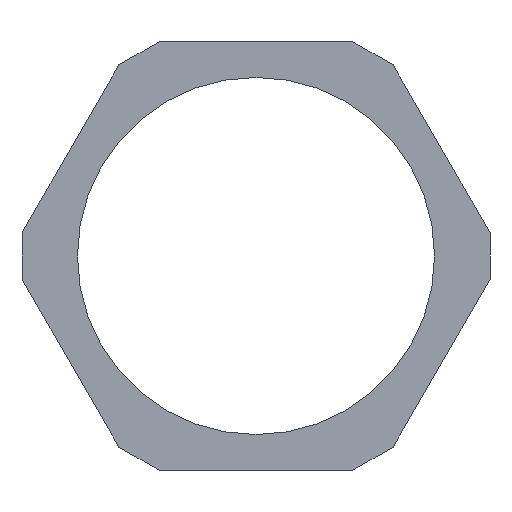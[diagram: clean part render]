
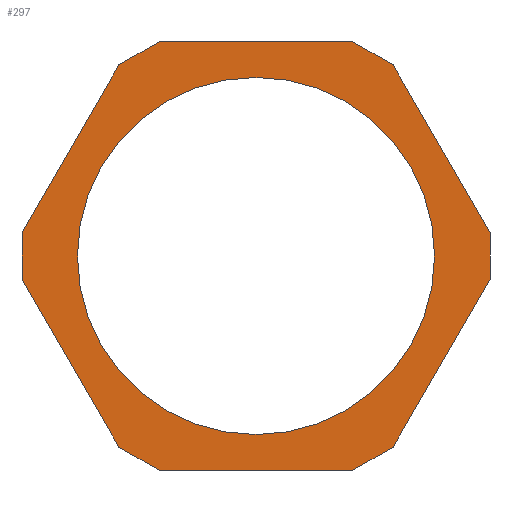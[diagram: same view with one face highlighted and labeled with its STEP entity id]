
A CAD part, front view. The second image highlights one B-rep face of the part: STEP entity #297.
In plain terms, the highlighted planar face has unit normal (0, -1, 0).
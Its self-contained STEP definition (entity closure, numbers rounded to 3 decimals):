
#15=FACE_BOUND('',#38,.T.);
#18=CIRCLE('',#315,10.);
#22=FACE_OUTER_BOUND('',#37,.T.);
#37=EDGE_LOOP('',(#197,#198,#199,#200,#201,#202,#203,#204,#205,#206,#207,
#208));
#38=EDGE_LOOP('',(#209));
#55=LINE('',#409,#91);
#57=LINE('',#413,#93);
#60=LINE('',#419,#96);
#61=LINE('',#421,#97);
#62=LINE('',#423,#98);
#63=LINE('',#425,#99);
#64=LINE('',#427,#100);
#65=LINE('',#429,#101);
#66=LINE('',#431,#102);
#67=LINE('',#433,#103);
#68=LINE('',#435,#104);
#69=LINE('',#436,#105);
#91=VECTOR('',#335,2.598);
#93=VECTOR('',#339,10.856);
#96=VECTOR('',#344,10.856);
#97=VECTOR('',#345,2.598);
#98=VECTOR('',#346,10.856);
#99=VECTOR('',#347,2.598);
#100=VECTOR('',#348,10.856);
#101=VECTOR('',#349,2.598);
#102=VECTOR('',#350,10.856);
#103=VECTOR('',#351,2.598);
#104=VECTOR('',#352,10.856);
#105=VECTOR('',#353,2.598);
#127=VERTEX_POINT('',#406);
#128=VERTEX_POINT('',#408);
#129=VERTEX_POINT('',#412);
#131=VERTEX_POINT('',#418);
#132=VERTEX_POINT('',#420);
#133=VERTEX_POINT('',#422);
#134=VERTEX_POINT('',#424);
#135=VERTEX_POINT('',#426);
#136=VERTEX_POINT('',#428);
#137=VERTEX_POINT('',#430);
#138=VERTEX_POINT('',#432);
#139=VERTEX_POINT('',#434);
#140=VERTEX_POINT('',#437);
#153=EDGE_CURVE('',#127,#128,#55,.T.);
#155=EDGE_CURVE('',#129,#128,#57,.T.);
#158=EDGE_CURVE('',#127,#131,#60,.T.);
#159=EDGE_CURVE('',#132,#131,#61,.T.);
#160=EDGE_CURVE('',#132,#133,#62,.T.);
#161=EDGE_CURVE('',#134,#133,#63,.T.);
#162=EDGE_CURVE('',#134,#135,#64,.T.);
#163=EDGE_CURVE('',#136,#135,#65,.T.);
#164=EDGE_CURVE('',#136,#137,#66,.T.);
#165=EDGE_CURVE('',#138,#137,#67,.T.);
#166=EDGE_CURVE('',#138,#139,#68,.T.);
#167=EDGE_CURVE('',#129,#139,#69,.T.);
#168=EDGE_CURVE('',#140,#140,#18,.T.);
#197=ORIENTED_EDGE('',*,*,#153,.F.);
#198=ORIENTED_EDGE('',*,*,#158,.T.);
#199=ORIENTED_EDGE('',*,*,#159,.F.);
#200=ORIENTED_EDGE('',*,*,#160,.T.);
#201=ORIENTED_EDGE('',*,*,#161,.F.);
#202=ORIENTED_EDGE('',*,*,#162,.T.);
#203=ORIENTED_EDGE('',*,*,#163,.F.);
#204=ORIENTED_EDGE('',*,*,#164,.T.);
#205=ORIENTED_EDGE('',*,*,#165,.F.);
#206=ORIENTED_EDGE('',*,*,#166,.T.);
#207=ORIENTED_EDGE('',*,*,#167,.F.);
#208=ORIENTED_EDGE('',*,*,#155,.T.);
#209=ORIENTED_EDGE('',*,*,#168,.T.);
#267=PLANE('',#314);
#297=ADVANCED_FACE('',(#22,#15),#267,.F.);
#314=AXIS2_PLACEMENT_3D('',#417,#342,#343);
#315=AXIS2_PLACEMENT_3D('',#438,#354,#355);
#335=DIRECTION('',(0.,0.,-1.));
#339=DIRECTION('',(0.5,0.,0.866));
#342=DIRECTION('center_axis',(0.,1.,0.));
#343=DIRECTION('ref_axis',(0.,0.,1.));
#344=DIRECTION('',(-0.5,0.,0.866));
#345=DIRECTION('',(0.866,0.,-0.5));
#346=DIRECTION('',(-1.,0.,0.));
#347=DIRECTION('',(0.866,0.,0.5));
#348=DIRECTION('',(-0.5,0.,-0.866));
#349=DIRECTION('',(0.,0.,1.));
#350=DIRECTION('',(0.5,0.,-0.866));
#351=DIRECTION('',(-0.866,0.,0.5));
#352=DIRECTION('',(1.,0.,0.));
#353=DIRECTION('',(-0.866,0.,-0.5));
#354=DIRECTION('center_axis',(0.,1.,0.));
#355=DIRECTION('ref_axis',(1.,0.,0.));
#406=CARTESIAN_POINT('',(13.106,0.,1.299));
#408=CARTESIAN_POINT('',(13.106,0.,-1.299));
#409=CARTESIAN_POINT('',(13.106,0.,0.));
#412=CARTESIAN_POINT('',(7.678,0.,-10.701));
#413=CARTESIAN_POINT('',(6.928,0.,-12.));
#417=CARTESIAN_POINT('Origin',(0.,0.,0.));
#418=CARTESIAN_POINT('',(7.678,0.,10.701));
#419=CARTESIAN_POINT('',(13.856,0.,0.));
#420=CARTESIAN_POINT('',(5.428,0.,12.));
#421=CARTESIAN_POINT('',(6.553,0.,11.35));
#422=CARTESIAN_POINT('',(-5.428,0.,12.));
#423=CARTESIAN_POINT('',(6.928,0.,12.));
#424=CARTESIAN_POINT('',(-7.678,0.,10.701));
#425=CARTESIAN_POINT('',(-6.553,0.,11.35));
#426=CARTESIAN_POINT('',(-13.106,0.,1.299));
#427=CARTESIAN_POINT('',(-6.928,0.,12.));
#428=CARTESIAN_POINT('',(-13.106,0.,-1.299));
#429=CARTESIAN_POINT('',(-13.106,0.,0.));
#430=CARTESIAN_POINT('',(-7.678,0.,-10.701));
#431=CARTESIAN_POINT('',(-13.856,0.,0.));
#432=CARTESIAN_POINT('',(-5.428,0.,-12.));
#433=CARTESIAN_POINT('',(-6.553,0.,-11.35));
#434=CARTESIAN_POINT('',(5.428,0.,-12.));
#435=CARTESIAN_POINT('',(-6.928,0.,-12.));
#436=CARTESIAN_POINT('',(6.553,0.,-11.35));
#437=CARTESIAN_POINT('',(-10.,0.,0.));
#438=CARTESIAN_POINT('Origin',(0.,0.,0.));
